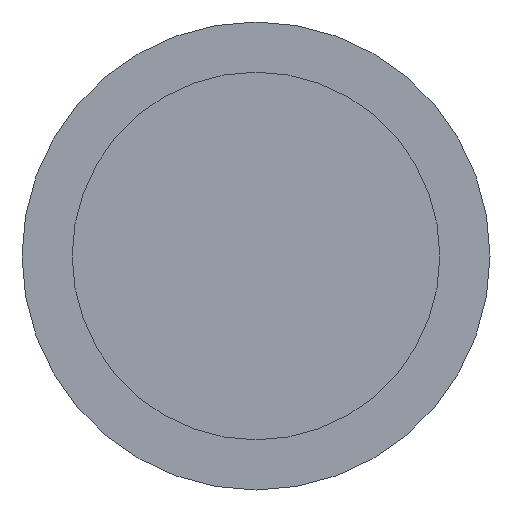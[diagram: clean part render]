
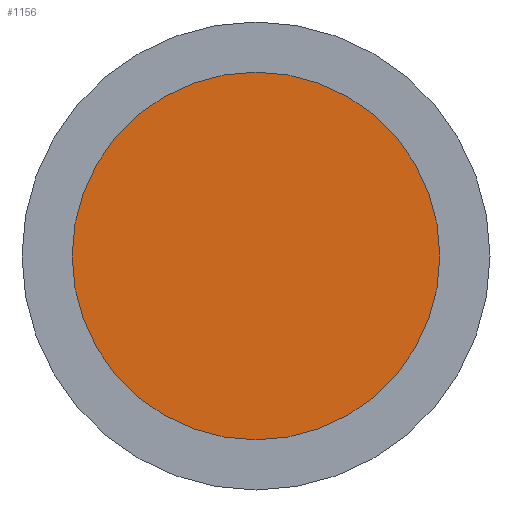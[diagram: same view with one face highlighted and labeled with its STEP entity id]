
A CAD part, front view. The second image highlights one B-rep face of the part: STEP entity #1156.
In plain terms, the highlighted planar face has unit normal (0, -1, 0).
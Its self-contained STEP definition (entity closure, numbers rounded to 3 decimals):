
#131 = AXIS2_PLACEMENT_3D ( 'NONE', #1393, #276, #1178 ) ;
#276 = DIRECTION ( 'NONE',  ( 0., -1., 0. ) ) ;
#959 = EDGE_LOOP ( 'NONE', ( #2352 ) ) ;
#1156 = ADVANCED_FACE ( 'NONE', ( #2453 ), #2292, .T. ) ;
#1162 = DIRECTION ( 'NONE',  ( 0., -1., 0. ) ) ;
#1178 = DIRECTION ( 'NONE',  ( 0., 0., -1. ) ) ;
#1277 = VERTEX_POINT ( 'NONE', #2196 ) ;
#1393 = CARTESIAN_POINT ( 'NONE',  ( 0., -12., 0. ) ) ;
#1721 = DIRECTION ( 'NONE',  ( 0., 0., -1. ) ) ;
#1763 = AXIS2_PLACEMENT_3D ( 'NONE', #2321, #1162, #1721 ) ;
#1787 = EDGE_CURVE ( 'NONE', #1277, #1277, #1856, .T. ) ;
#1856 = CIRCLE ( 'NONE', #1763, 11. ) ;
#2196 = CARTESIAN_POINT ( 'NONE',  ( 0., -12., -11. ) ) ;
#2292 = PLANE ( 'NONE',  #131 ) ;
#2321 = CARTESIAN_POINT ( 'NONE',  ( 0., -12., 0. ) ) ;
#2352 = ORIENTED_EDGE ( 'NONE', *, *, #1787, .T. ) ;
#2453 = FACE_OUTER_BOUND ( 'NONE', #959, .T. ) ;
